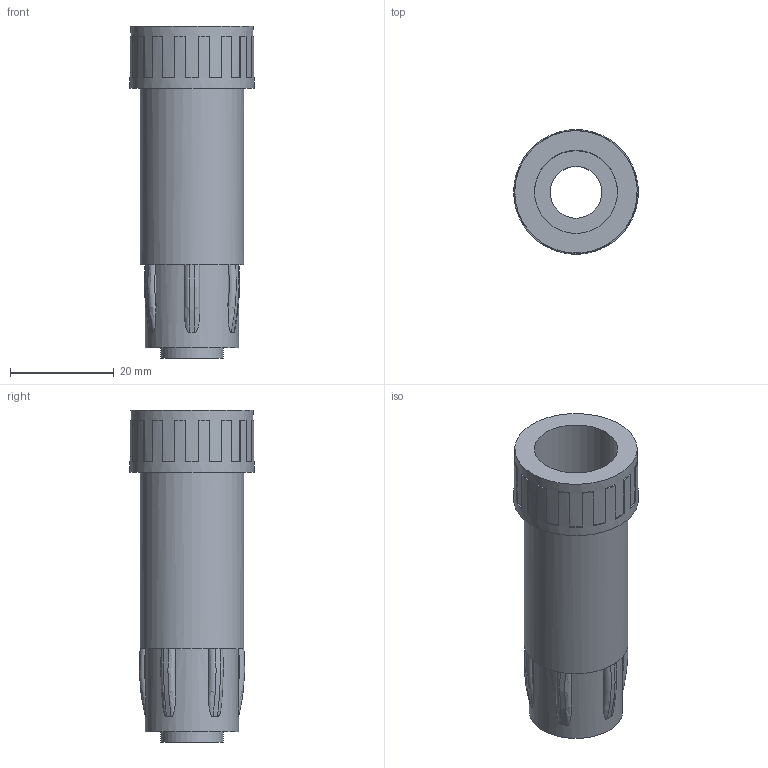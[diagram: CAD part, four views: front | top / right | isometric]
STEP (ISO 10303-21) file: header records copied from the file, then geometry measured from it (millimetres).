
FILE_DESCRIPTION (( 'STEP AP203' ), '1' );
FILE_NAME ('CTA10D-GS16-K41-050 Ìóôòà òðóáà 16 - òðóáà àðìèðîâàííàÿ 16. IP65 GS16 ÈÝÊ.STEP', '2016-07-04T13:52:32', ( '' ), ( '' ), 'SwSTEP 2.0', 'SolidWorks 2014', '' );
FILE_SCHEMA (( 'CONFIG_CONTROL_DESIGN' ));
Length unit declared in the file: millimetre
Products named in the file (1): CTA10D-GS16-K41-050 Ìóôòà òðóáà 16 - òðóáà àðìèðîâàííàÿ 16. IP65 GS16 ÈÝÊ
Bounding box: 24 x 24 x 64 mm (x, y, z)
Volume: 8598.3 mm3; surface area: 9002.8 mm2
Topology: 1 solids, 1 shells, 138 faces, 373 edges, 241 vertices
Faces by surface type: plane 112, cylinder 14, torus 12
Full cylindrical faces by diameter (mm): 10 x1, 12 x1, 16 x2, 18 x1, 20 x1, 23.6 x1, 24 x1
Entity records: 4537 total; most frequent: CARTESIAN_POINT 1023, DIRECTION 726, ORIENTED_EDGE 720, EDGE_CURVE 360, AXIS2_PLACEMENT_3D 275, VERTEX_POINT 236, VECTOR 176, LINE 176
